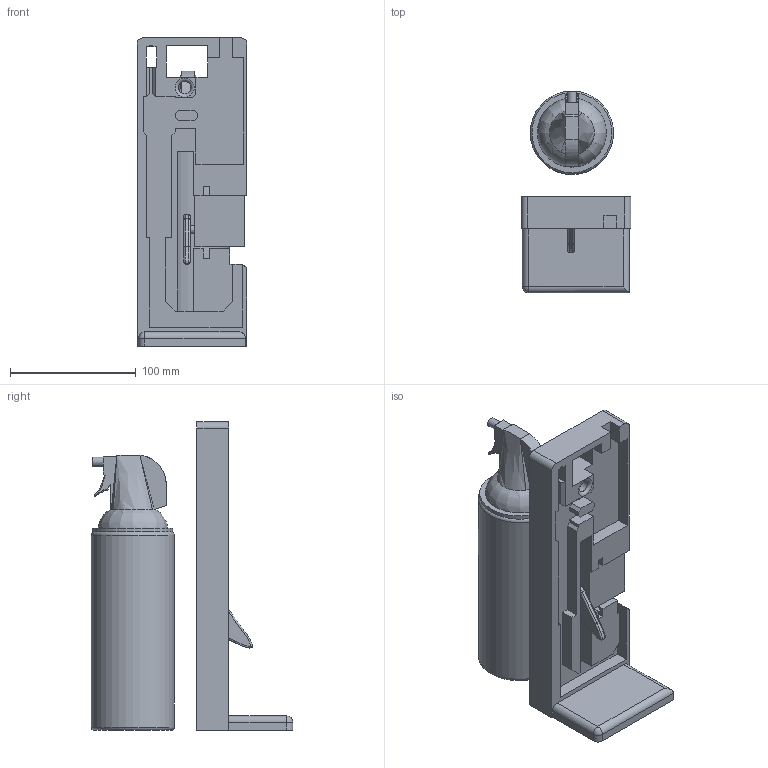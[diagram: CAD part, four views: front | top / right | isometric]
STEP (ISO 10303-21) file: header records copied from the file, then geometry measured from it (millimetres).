
FILE_DESCRIPTION(/* description */ (''),/* implementation_level */ '2;1');
FILE_NAME(/* name */ 'counter cat counter v7.step',/* time_stamp */ '2025-11-05T12:52:20-05:00',/* author */ (''),/* organization */ (''),/* preprocessor_version */ 'ST-DEVELOPER v20.1',/* originating_system */ 'Autodesk Translation Framework v14.17.0.0',/* authorisation */ '');
FILE_SCHEMA (('AUTOMOTIVE_DESIGN { 1 0 10303 214 3 1 1 }'));
Length unit declared in the file: inch
Products named in the file (1): counter cat counter
Bounding box: 87.31 x 160.02 x 245.04 mm (x, y, z)
Volume: 1029824.3 mm3; surface area: 137056.1 mm2
Topology: 4 solids, 4 shells, 196 faces, 507 edges, 321 vertices
Faces by surface type: plane 138, cylinder 26, bspline 23, sphere 5, torus 4
Full cylindrical faces by diameter (mm): 6.35 x2, 7.188 x1, 10.16 x1, 63.5 x1, 66.04 x1
Entity records: 8645 total; most frequent: CARTESIAN_POINT 3942, ORIENTED_EDGE 1014, DIRECTION 875, EDGE_CURVE 507, LINE 399, VECTOR 399, VERTEX_POINT 321, AXIS2_PLACEMENT_3D 238
